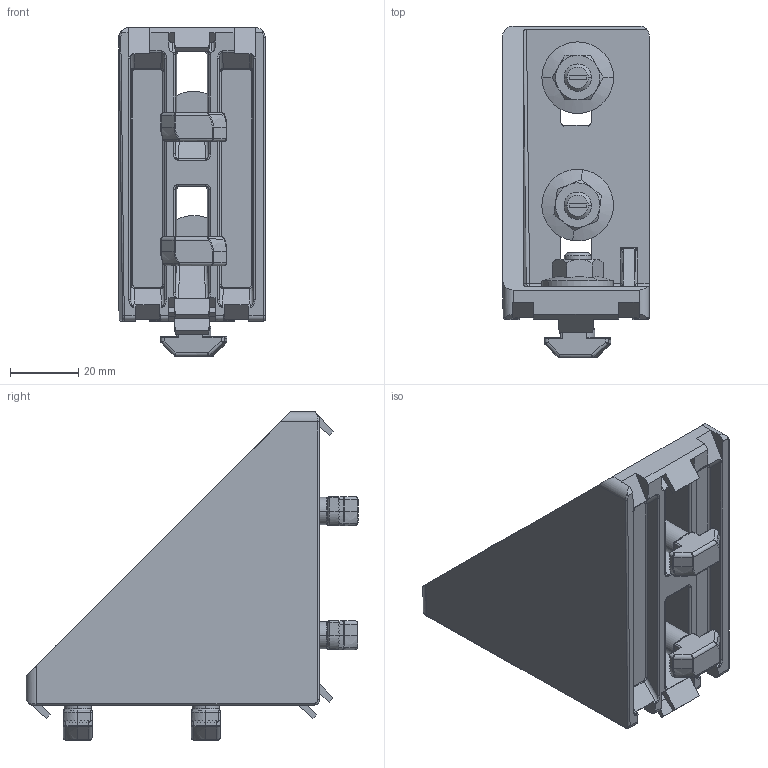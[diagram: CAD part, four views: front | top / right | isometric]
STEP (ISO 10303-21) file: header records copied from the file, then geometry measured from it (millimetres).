
FILE_DESCRIPTION (( 'STEP AP214' ), '1' );
FILE_NAME ('093w451n10s01.STEP', '2014-09-03T08:26:55', ( '' ), ( '' ), 'SwSTEP 2.0', 'SolidWorks 2014', '' );
FILE_SCHEMA (( 'AUTOMOTIVE_DESIGN' ));
Length unit declared in the file: millimetre
Products named in the file (4): 340me154_340me154; 096hk1030m0820_096 hk 10 30 m08 25; 093w451n10_093 w 451 n10; 093w451n10s01
Assembly tree (9 placements, depth 2):
  093w451n10s01
    093w451n10_093 w 451 n10
    096hk1030m0820_096 hk 10 30 m08 25  x4
    340me154_340me154  x4
Bounding box: 43 x 97.3 x 96.36 mm (x, y, z)
Volume: 72221.7 mm3; surface area: 36264.7 mm2
Topology: 9 solids, 9 shells, 917 faces, 2395 edges, 1453 vertices
Faces by surface type: plane 354, cylinder 301, bspline 172, torus 41, cone 40, sphere 9
Entity records: 15895 total; most frequent: CARTESIAN_POINT 5829, ORIENTED_EDGE 2354, DIRECTION 1779, EDGE_CURVE 1177, VERTEX_POINT 727, AXIS2_PLACEMENT_3D 603, VECTOR 573, LINE 573
